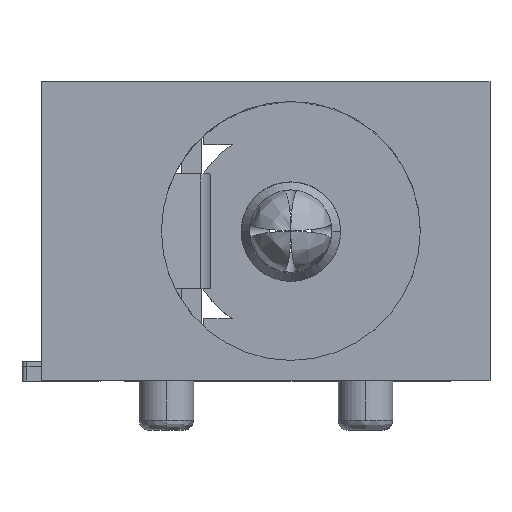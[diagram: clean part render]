
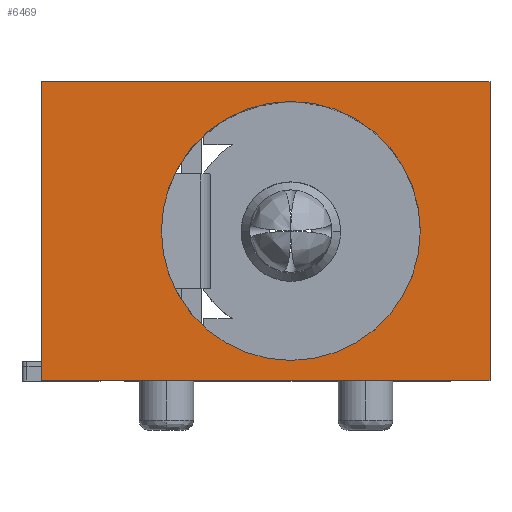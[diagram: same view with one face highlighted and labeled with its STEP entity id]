
A CAD part, top view. The second image highlights one B-rep face of the part: STEP entity #6469.
In plain terms, the highlighted planar face has unit normal (0, 0, 1).
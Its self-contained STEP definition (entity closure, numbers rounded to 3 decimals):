
#53 = AXIS2_PLACEMENT_3D ( 'NONE', #1864, #3176, #3643 ) ;
#140 = ORIENTED_EDGE ( 'NONE', *, *, #4698, .T. ) ;
#644 = EDGE_CURVE ( 'NONE', #5714, #7943, #3616, .T. ) ;
#706 = ORIENTED_EDGE ( 'NONE', *, *, #4763, .F. ) ;
#708 = CARTESIAN_POINT ( 'NONE',  ( 5., 4., 0. ) ) ;
#738 = CIRCLE ( 'NONE', #6391, 2.6 ) ;
#747 = VECTOR ( 'NONE', #4551, 1000. ) ;
#1386 = ORIENTED_EDGE ( 'NONE', *, *, #5369, .T. ) ;
#1407 = DIRECTION ( 'NONE',  ( 1., 0., 0. ) ) ;
#1684 = EDGE_CURVE ( 'NONE', #6961, #7794, #7297, .T. ) ;
#1864 = CARTESIAN_POINT ( 'NONE',  ( 5., 4., 0. ) ) ;
#2142 = CARTESIAN_POINT ( 'NONE',  ( 7.6, 4., 0. ) ) ;
#2169 = VECTOR ( 'NONE', #6063, 1000. ) ;
#2585 = ORIENTED_EDGE ( 'NONE', *, *, #1684, .T. ) ;
#2613 = LINE ( 'NONE', #6280, #3910 ) ;
#2755 = CARTESIAN_POINT ( 'NONE',  ( 0., 7., 0. ) ) ;
#2849 = CARTESIAN_POINT ( 'NONE',  ( 2.4, 4., 0. ) ) ;
#2943 = CARTESIAN_POINT ( 'NONE',  ( 0., 1., 0. ) ) ;
#3110 = DIRECTION ( 'NONE',  ( 1., 0., 0. ) ) ;
#3161 = ORIENTED_EDGE ( 'NONE', *, *, #4906, .T. ) ;
#3176 = DIRECTION ( 'NONE',  ( 0., 0., -1. ) ) ;
#3616 = CIRCLE ( 'NONE', #53, 2.6 ) ;
#3643 = DIRECTION ( 'NONE',  ( 1., 0., 0. ) ) ;
#3653 = EDGE_LOOP ( 'NONE', ( #3678, #140 ) ) ;
#3678 = ORIENTED_EDGE ( 'NONE', *, *, #644, .T. ) ;
#3910 = VECTOR ( 'NONE', #7592, 1000. ) ;
#4384 = DIRECTION ( 'NONE',  ( 0., 0., -1. ) ) ;
#4465 = CARTESIAN_POINT ( 'NONE',  ( 5., 1., 0. ) ) ;
#4551 = DIRECTION ( 'NONE',  ( 1., 0., 0. ) ) ;
#4698 = EDGE_CURVE ( 'NONE', #7943, #5714, #738, .T. ) ;
#4763 = EDGE_CURVE ( 'NONE', #6046, #7794, #2613, .T. ) ;
#4902 = DIRECTION ( 'NONE',  ( 0., -1., 0. ) ) ;
#4906 = EDGE_CURVE ( 'NONE', #6046, #5225, #6630, .T. ) ;
#4957 = VECTOR ( 'NONE', #4902, 1000. ) ;
#5153 = CARTESIAN_POINT ( 'NONE',  ( 9., 7., 0. ) ) ;
#5225 = VERTEX_POINT ( 'NONE', #2943 ) ;
#5369 = EDGE_CURVE ( 'NONE', #5225, #6961, #6282, .T. ) ;
#5714 = VERTEX_POINT ( 'NONE', #2142 ) ;
#5845 = FACE_OUTER_BOUND ( 'NONE', #7247, .T. ) ;
#5888 = CARTESIAN_POINT ( 'NONE',  ( 5., 4., 0. ) ) ;
#6046 = VERTEX_POINT ( 'NONE', #2755 ) ;
#6063 = DIRECTION ( 'NONE',  ( 0., 1., 0. ) ) ;
#6280 = CARTESIAN_POINT ( 'NONE',  ( 9., 7., 0. ) ) ;
#6282 = LINE ( 'NONE', #4465, #747 ) ;
#6391 = AXIS2_PLACEMENT_3D ( 'NONE', #708, #4384, #3110 ) ;
#6469 = ADVANCED_FACE ( 'NONE', ( #5845, #7652 ), #7089, .T. ) ;
#6567 = CARTESIAN_POINT ( 'NONE',  ( 9., 1., 0. ) ) ;
#6630 = LINE ( 'NONE', #7330, #4957 ) ;
#6865 = AXIS2_PLACEMENT_3D ( 'NONE', #5888, #7736, #1407 ) ;
#6961 = VERTEX_POINT ( 'NONE', #6567 ) ;
#7089 = PLANE ( 'NONE',  #6865 ) ;
#7247 = EDGE_LOOP ( 'NONE', ( #1386, #2585, #706, #3161 ) ) ;
#7297 = LINE ( 'NONE', #7990, #2169 ) ;
#7330 = CARTESIAN_POINT ( 'NONE',  ( 0., 4., 0. ) ) ;
#7592 = DIRECTION ( 'NONE',  ( 1., 0., 0. ) ) ;
#7652 = FACE_BOUND ( 'NONE', #3653, .T. ) ;
#7736 = DIRECTION ( 'NONE',  ( 0., 0., 1. ) ) ;
#7794 = VERTEX_POINT ( 'NONE', #5153 ) ;
#7943 = VERTEX_POINT ( 'NONE', #2849 ) ;
#7990 = CARTESIAN_POINT ( 'NONE',  ( 9., 4., 0. ) ) ;
